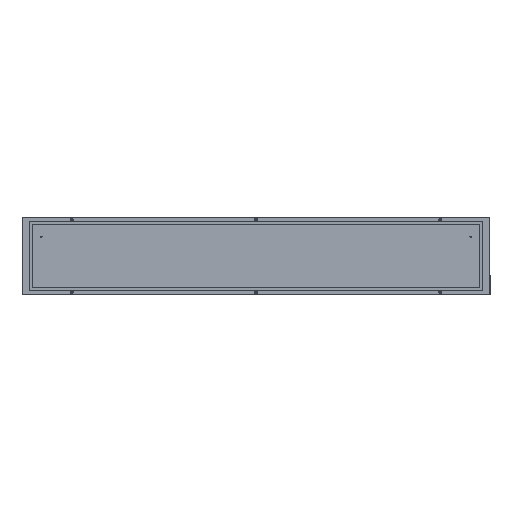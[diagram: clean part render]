
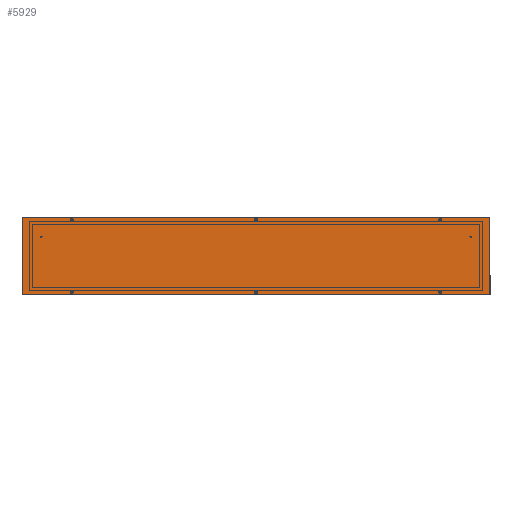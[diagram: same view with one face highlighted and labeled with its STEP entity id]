
A CAD part, front view. The second image highlights one B-rep face of the part: STEP entity #5929.
In plain terms, the highlighted planar face has unit normal (0, -1, 0).
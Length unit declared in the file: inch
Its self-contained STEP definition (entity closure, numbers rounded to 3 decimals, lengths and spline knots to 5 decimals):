
#64 = EDGE_CURVE ( 'NONE', #10127, #10127, #6830, .T. ) ;
#360 = DIRECTION ( 'NONE',  ( 1., 0., 0. ) ) ;
#751 = AXIS2_PLACEMENT_3D ( 'NONE', #8646, #12786, #5341 ) ;
#903 = CARTESIAN_POINT ( 'NONE',  ( -33.58268, -19.88976, -6.65354 ) ) ;
#1026 = CARTESIAN_POINT ( 'NONE',  ( 33.85827, -19.88976, 6.65354 ) ) ;
#1061 = EDGE_LOOP ( 'NONE', ( #2235 ) ) ;
#1065 = EDGE_CURVE ( 'NONE', #13365, #13365, #2971, .T. ) ;
#1720 = VERTEX_POINT ( 'NONE', #10075 ) ;
#1883 = EDGE_LOOP ( 'NONE', ( #9896 ) ) ;
#1905 = DIRECTION ( 'NONE',  ( 0., 0., 1. ) ) ;
#1998 = EDGE_CURVE ( 'NONE', #8015, #8015, #3880, .T. ) ;
#2235 = ORIENTED_EDGE ( 'NONE', *, *, #1998, .T. ) ;
#2667 = CARTESIAN_POINT ( 'NONE',  ( -33.58268, -19.88976, 6.65354 ) ) ;
#2712 = AXIS2_PLACEMENT_3D ( 'NONE', #1026, #12096, #2802 ) ;
#2770 = EDGE_LOOP ( 'NONE', ( #6684 ) ) ;
#2802 = DIRECTION ( 'NONE',  ( 1., 0., 0. ) ) ;
#2833 = CARTESIAN_POINT ( 'NONE',  ( -42.99213, -19.88976, 80.63933 ) ) ;
#2901 = AXIS2_PLACEMENT_3D ( 'NONE', #8470, #6457, #360 ) ;
#2970 = CARTESIAN_POINT ( 'NONE',  ( 0., -19.88976, 3.93701 ) ) ;
#2971 = CIRCLE ( 'NONE', #3399, 0.27559 ) ;
#3028 = DIRECTION ( 'NONE',  ( 1., 0., 0. ) ) ;
#3125 = CARTESIAN_POINT ( 'NONE',  ( 0.27559, -19.88976, -6.65354 ) ) ;
#3261 = VERTEX_POINT ( 'NONE', #8345 ) ;
#3399 = AXIS2_PLACEMENT_3D ( 'NONE', #8534, #12686, #11671 ) ;
#3527 = ORIENTED_EDGE ( 'NONE', *, *, #1065, .T. ) ;
#3686 = EDGE_CURVE ( 'NONE', #8780, #13324, #3933, .T. ) ;
#3880 = CIRCLE ( 'NONE', #7987, 0.27559 ) ;
#3933 = LINE ( 'NONE', #10864, #11374 ) ;
#3976 = CARTESIAN_POINT ( 'NONE',  ( 0., -19.88976, 6.65354 ) ) ;
#4045 = EDGE_CURVE ( 'NONE', #4506, #1720, #4749, .T. ) ;
#4102 = FACE_BOUND ( 'NONE', #10043, .T. ) ;
#4226 = EDGE_CURVE ( 'NONE', #3261, #3261, #5953, .T. ) ;
#4506 = VERTEX_POINT ( 'NONE', #12114 ) ;
#4548 = VERTEX_POINT ( 'NONE', #2667 ) ;
#4735 = EDGE_LOOP ( 'NONE', ( #3527 ) ) ;
#4749 = LINE ( 'NONE', #12956, #8305 ) ;
#5298 = AXIS2_PLACEMENT_3D ( 'NONE', #3976, #7230, #3028 ) ;
#5341 = DIRECTION ( 'NONE',  ( 1., 0., 0. ) ) ;
#5691 = ORIENTED_EDGE ( 'NONE', *, *, #3686, .T. ) ;
#5700 = ORIENTED_EDGE ( 'NONE', *, *, #6696, .T. ) ;
#5924 = ORIENTED_EDGE ( 'NONE', *, *, #12740, .T. ) ;
#5929 = ADVANCED_FACE ( 'NONE', ( #8178, #7103, #4102, #10281, #7984, #9195, #12319 ), #13269, .F. ) ;
#5953 = CIRCLE ( 'NONE', #5298, 0.27559 ) ;
#6413 = DIRECTION ( 'NONE',  ( 1., 0., 0. ) ) ;
#6457 = DIRECTION ( 'NONE',  ( 0., 1., 0. ) ) ;
#6684 = ORIENTED_EDGE ( 'NONE', *, *, #64, .T. ) ;
#6696 = EDGE_CURVE ( 'NONE', #4548, #4548, #8736, .T. ) ;
#6830 = CIRCLE ( 'NONE', #2712, 0.27559 ) ;
#6986 = VECTOR ( 'NONE', #7095, 39.37008 ) ;
#6996 = EDGE_CURVE ( 'NONE', #1720, #8780, #13275, .T. ) ;
#7095 = DIRECTION ( 'NONE',  ( 0., 0., -1. ) ) ;
#7103 = FACE_BOUND ( 'NONE', #4735, .T. ) ;
#7230 = DIRECTION ( 'NONE',  ( 0., 1., 0. ) ) ;
#7267 = CARTESIAN_POINT ( 'NONE',  ( 34.13386, -19.88976, 6.65354 ) ) ;
#7284 = AXIS2_PLACEMENT_3D ( 'NONE', #2970, #8048, #12381 ) ;
#7448 = VECTOR ( 'NONE', #1905, 39.37008 ) ;
#7984 = FACE_BOUND ( 'NONE', #2770, .T. ) ;
#7987 = AXIS2_PLACEMENT_3D ( 'NONE', #11556, #9727, #6413 ) ;
#8015 = VERTEX_POINT ( 'NONE', #903 ) ;
#8048 = DIRECTION ( 'NONE',  ( 0., 1., 0. ) ) ;
#8065 = CARTESIAN_POINT ( 'NONE',  ( 34.13386, -19.88976, -6.65354 ) ) ;
#8178 = FACE_BOUND ( 'NONE', #1061, .T. ) ;
#8305 = VECTOR ( 'NONE', #9827, 39.37008 ) ;
#8345 = CARTESIAN_POINT ( 'NONE',  ( 0.27559, -19.88976, 6.65354 ) ) ;
#8470 = CARTESIAN_POINT ( 'NONE',  ( -33.85827, -19.88976, 6.65354 ) ) ;
#8534 = CARTESIAN_POINT ( 'NONE',  ( 0., -19.88976, -6.65354 ) ) ;
#8646 = CARTESIAN_POINT ( 'NONE',  ( 33.85827, -19.88976, -6.65354 ) ) ;
#8736 = CIRCLE ( 'NONE', #2901, 0.27559 ) ;
#8780 = VERTEX_POINT ( 'NONE', #9253 ) ;
#8986 = CIRCLE ( 'NONE', #751, 0.27559 ) ;
#8999 = LINE ( 'NONE', #2833, #6986 ) ;
#9195 = FACE_BOUND ( 'NONE', #1883, .T. ) ;
#9253 = CARTESIAN_POINT ( 'NONE',  ( 42.99213, -19.88976, 7.06693 ) ) ;
#9412 = ORIENTED_EDGE ( 'NONE', *, *, #4045, .T. ) ;
#9727 = DIRECTION ( 'NONE',  ( 0., 1., 0. ) ) ;
#9827 = DIRECTION ( 'NONE',  ( 1., 0., 0. ) ) ;
#9896 = ORIENTED_EDGE ( 'NONE', *, *, #4226, .T. ) ;
#9938 = CARTESIAN_POINT ( 'NONE',  ( -42.99213, -19.88976, 7.06693 ) ) ;
#10037 = CARTESIAN_POINT ( 'NONE',  ( 42.99213, -19.88976, -72.76531 ) ) ;
#10043 = EDGE_LOOP ( 'NONE', ( #5924 ) ) ;
#10075 = CARTESIAN_POINT ( 'NONE',  ( 42.99213, -19.88976, -7.06693 ) ) ;
#10127 = VERTEX_POINT ( 'NONE', #7267 ) ;
#10281 = FACE_OUTER_BOUND ( 'NONE', #10343, .T. ) ;
#10343 = EDGE_LOOP ( 'NONE', ( #11718, #5691, #11526, #9412 ) ) ;
#10864 = CARTESIAN_POINT ( 'NONE',  ( 300.61965, -19.88976, 7.06693 ) ) ;
#11278 = EDGE_CURVE ( 'NONE', #13324, #4506, #8999, .T. ) ;
#11322 = EDGE_LOOP ( 'NONE', ( #5700 ) ) ;
#11374 = VECTOR ( 'NONE', #12972, 39.37008 ) ;
#11526 = ORIENTED_EDGE ( 'NONE', *, *, #11278, .T. ) ;
#11556 = CARTESIAN_POINT ( 'NONE',  ( -33.85827, -19.88976, -6.65354 ) ) ;
#11671 = DIRECTION ( 'NONE',  ( 1., 0., 0. ) ) ;
#11718 = ORIENTED_EDGE ( 'NONE', *, *, #6996, .T. ) ;
#12096 = DIRECTION ( 'NONE',  ( 0., 1., 0. ) ) ;
#12114 = CARTESIAN_POINT ( 'NONE',  ( -42.99213, -19.88976, -7.06693 ) ) ;
#12319 = FACE_BOUND ( 'NONE', #11322, .T. ) ;
#12381 = DIRECTION ( 'NONE',  ( 0., 0., -1. ) ) ;
#12686 = DIRECTION ( 'NONE',  ( 0., 1., 0. ) ) ;
#12740 = EDGE_CURVE ( 'NONE', #13220, #13220, #8986, .T. ) ;
#12786 = DIRECTION ( 'NONE',  ( 0., 1., 0. ) ) ;
#12956 = CARTESIAN_POINT ( 'NONE',  ( -300.61965, -19.88976, -7.06693 ) ) ;
#12972 = DIRECTION ( 'NONE',  ( -1., 0., 0. ) ) ;
#13220 = VERTEX_POINT ( 'NONE', #8065 ) ;
#13269 = PLANE ( 'NONE',  #7284 ) ;
#13275 = LINE ( 'NONE', #10037, #7448 ) ;
#13324 = VERTEX_POINT ( 'NONE', #9938 ) ;
#13365 = VERTEX_POINT ( 'NONE', #3125 ) ;
